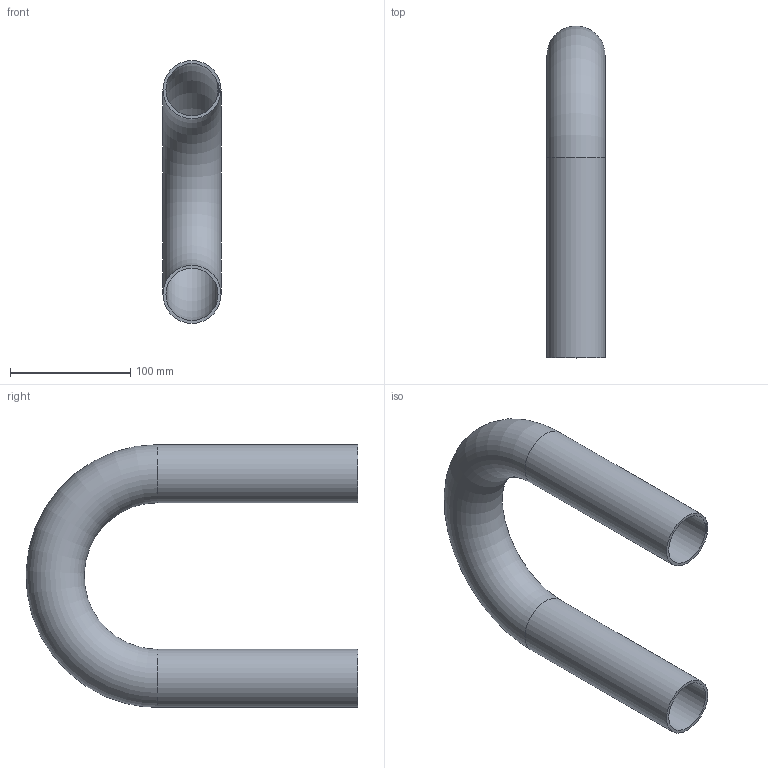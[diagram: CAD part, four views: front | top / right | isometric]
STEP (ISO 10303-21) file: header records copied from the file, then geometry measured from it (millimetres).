
FILE_DESCRIPTION (( 'STEP AP203' ), '1' );
FILE_NAME ('6968-180.step', '2023-09-14T09:53:01', ( '' ), ( '' ), 'SwSTEP 2.0', 'SolidWorks 2018', '' );
FILE_SCHEMA (( 'CONFIG_CONTROL_DESIGN' ));
Length unit declared in the file: millimetre
Products named in the file (1): 6968-180
Bounding box: 48.3 x 275.56 x 218.3 mm (x, y, z)
Volume: 215827.2 mm3; surface area: 173386.8 mm2
Topology: 1 solids, 1 shells, 226 faces, 588 edges, 391 vertices
Faces by surface type: bspline 118, plane 102, cylinder 4, torus 2
Full cylindrical faces by diameter (mm): 43.3 x2, 48.3 x2
Entity records: 13150 total; most frequent: CARTESIAN_POINT 8356, ORIENTED_EDGE 1162, EDGE_CURVE 581, DIRECTION 571, VERTEX_POINT 390, LINE 337, VECTOR 337, EDGE_LOOP 261
